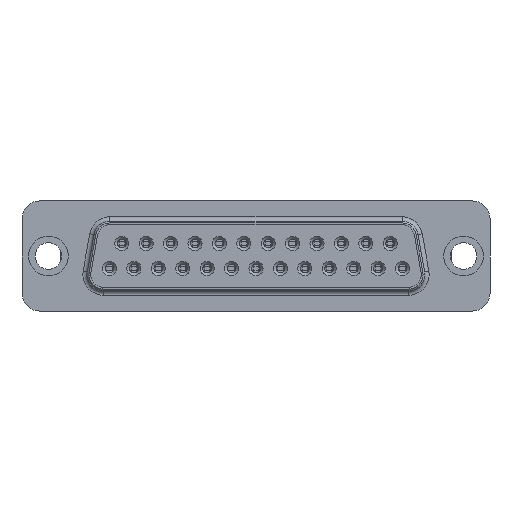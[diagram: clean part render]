
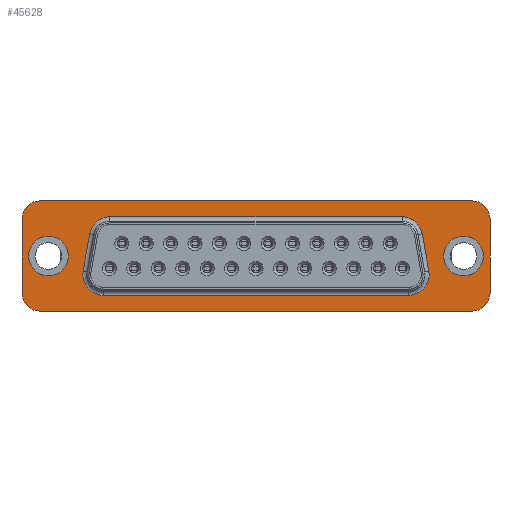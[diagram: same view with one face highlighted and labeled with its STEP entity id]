
A CAD part, front view. The second image highlights one B-rep face of the part: STEP entity #45628.
In plain terms, the highlighted face is planar.
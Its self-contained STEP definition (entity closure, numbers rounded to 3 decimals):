
#1570=CIRCLE('',#58349,2.25);
#1571=CIRCLE('',#58350,2.25);
#1572=CIRCLE('',#58351,2.33);
#1573=CIRCLE('',#58352,2.33);
#1574=CIRCLE('',#58353,2.33);
#1575=CIRCLE('',#58354,2.33);
#1576=CIRCLE('',#58355,2.);
#1577=CIRCLE('',#58356,2.);
#1578=CIRCLE('',#58357,2.);
#1579=CIRCLE('',#58358,2.);
#10896=ORIENTED_EDGE('',*,*,#19614,.T.);
#10897=ORIENTED_EDGE('',*,*,#19615,.T.);
#10898=ORIENTED_EDGE('',*,*,#19616,.T.);
#10899=ORIENTED_EDGE('',*,*,#19617,.T.);
#10900=ORIENTED_EDGE('',*,*,#19618,.T.);
#10901=ORIENTED_EDGE('',*,*,#19619,.T.);
#10902=ORIENTED_EDGE('',*,*,#19620,.T.);
#10903=ORIENTED_EDGE('',*,*,#19621,.T.);
#10904=ORIENTED_EDGE('',*,*,#19622,.T.);
#10905=ORIENTED_EDGE('',*,*,#19623,.T.);
#10906=ORIENTED_EDGE('',*,*,#19624,.T.);
#10907=ORIENTED_EDGE('',*,*,#19625,.T.);
#10908=ORIENTED_EDGE('',*,*,#19626,.T.);
#10909=ORIENTED_EDGE('',*,*,#19627,.T.);
#10910=ORIENTED_EDGE('',*,*,#19628,.T.);
#10911=ORIENTED_EDGE('',*,*,#19629,.T.);
#10912=ORIENTED_EDGE('',*,*,#19630,.T.);
#10913=ORIENTED_EDGE('',*,*,#19631,.T.);
#19614=EDGE_CURVE('',#24652,#24652,#1570,.F.);
#19615=EDGE_CURVE('',#24653,#24653,#1571,.F.);
#19616=EDGE_CURVE('',#24654,#24655,#29730,.F.);
#19617=EDGE_CURVE('',#24655,#24656,#1572,.F.);
#19618=EDGE_CURVE('',#24656,#24657,#29731,.F.);
#19619=EDGE_CURVE('',#24657,#24658,#1573,.F.);
#19620=EDGE_CURVE('',#24658,#24659,#29732,.F.);
#19621=EDGE_CURVE('',#24659,#24660,#1574,.F.);
#19622=EDGE_CURVE('',#24660,#24661,#29733,.F.);
#19623=EDGE_CURVE('',#24661,#24654,#1575,.F.);
#19624=EDGE_CURVE('',#24662,#24663,#29734,.T.);
#19625=EDGE_CURVE('',#24663,#24664,#1576,.T.);
#19626=EDGE_CURVE('',#24664,#24665,#29735,.T.);
#19627=EDGE_CURVE('',#24665,#24666,#1577,.T.);
#19628=EDGE_CURVE('',#24666,#24667,#29736,.T.);
#19629=EDGE_CURVE('',#24667,#24668,#1578,.T.);
#19630=EDGE_CURVE('',#24668,#24669,#29737,.T.);
#19631=EDGE_CURVE('',#24669,#24662,#1579,.T.);
#24652=VERTEX_POINT('',#81584);
#24653=VERTEX_POINT('',#81586);
#24654=VERTEX_POINT('',#81588);
#24655=VERTEX_POINT('',#81589);
#24656=VERTEX_POINT('',#81591);
#24657=VERTEX_POINT('',#81593);
#24658=VERTEX_POINT('',#81595);
#24659=VERTEX_POINT('',#81597);
#24660=VERTEX_POINT('',#81599);
#24661=VERTEX_POINT('',#81601);
#24662=VERTEX_POINT('',#81604);
#24663=VERTEX_POINT('',#81605);
#24664=VERTEX_POINT('',#81607);
#24665=VERTEX_POINT('',#81609);
#24666=VERTEX_POINT('',#81611);
#24667=VERTEX_POINT('',#81613);
#24668=VERTEX_POINT('',#81615);
#24669=VERTEX_POINT('',#81617);
#29730=LINE('',#81587,#35144);
#29731=LINE('',#81592,#35145);
#29732=LINE('',#81596,#35146);
#29733=LINE('',#81600,#35147);
#29734=LINE('',#81603,#35148);
#29735=LINE('',#81608,#35149);
#29736=LINE('',#81612,#35150);
#29737=LINE('',#81616,#35151);
#35144=VECTOR('',#67751,1000.);
#35145=VECTOR('',#67754,1000.);
#35146=VECTOR('',#67757,1000.);
#35147=VECTOR('',#67760,1000.);
#35148=VECTOR('',#67763,1000.);
#35149=VECTOR('',#67766,1000.);
#35150=VECTOR('',#67769,1000.);
#35151=VECTOR('',#67772,1000.);
#38608=EDGE_LOOP('',(#10896));
#38609=EDGE_LOOP('',(#10897));
#38610=EDGE_LOOP('',(#10898,#10899,#10900,#10901,#10902,#10903,#10904,#10905));
#38611=EDGE_LOOP('',(#10906,#10907,#10908,#10909,#10910,#10911,#10912,#10913));
#41234=FACE_BOUND('',#38608,.T.);
#41235=FACE_BOUND('',#38609,.T.);
#41236=FACE_BOUND('',#38610,.T.);
#41237=FACE_BOUND('',#38611,.T.);
#43400=PLANE('',#58348);
#45628=ADVANCED_FACE('',(#41234,#41235,#41236,#41237),#43400,.T.);
#58348=AXIS2_PLACEMENT_3D('',#81582,#67745,#67746);
#58349=AXIS2_PLACEMENT_3D('',#81583,#67747,#67748);
#58350=AXIS2_PLACEMENT_3D('',#81585,#67749,#67750);
#58351=AXIS2_PLACEMENT_3D('',#81590,#67752,#67753);
#58352=AXIS2_PLACEMENT_3D('',#81594,#67755,#67756);
#58353=AXIS2_PLACEMENT_3D('',#81598,#67758,#67759);
#58354=AXIS2_PLACEMENT_3D('',#81602,#67761,#67762);
#58355=AXIS2_PLACEMENT_3D('',#81606,#67764,#67765);
#58356=AXIS2_PLACEMENT_3D('',#81610,#67767,#67768);
#58357=AXIS2_PLACEMENT_3D('',#81614,#67770,#67771);
#58358=AXIS2_PLACEMENT_3D('',#81618,#67773,#67774);
#67745=DIRECTION('',(0.,1.,0.));
#67746=DIRECTION('',(0.,0.,1.));
#67747=DIRECTION('',(0.,1.,0.));
#67748=DIRECTION('',(0.,0.,1.));
#67749=DIRECTION('',(0.,1.,0.));
#67750=DIRECTION('',(0.,0.,1.));
#67751=DIRECTION('',(0.174,0.,0.985));
#67752=DIRECTION('',(0.,1.,0.));
#67753=DIRECTION('',(0.,0.,1.));
#67754=DIRECTION('',(-1.,0.,0.));
#67755=DIRECTION('',(0.,1.,0.));
#67756=DIRECTION('',(0.,0.,1.));
#67757=DIRECTION('',(0.174,0.,-0.985));
#67758=DIRECTION('',(0.,1.,0.));
#67759=DIRECTION('',(0.,0.,1.));
#67760=DIRECTION('',(1.,0.,0.));
#67761=DIRECTION('',(0.,1.,0.));
#67762=DIRECTION('',(0.,0.,1.));
#67763=DIRECTION('',(0.,0.,1.));
#67764=DIRECTION('',(0.,1.,0.));
#67765=DIRECTION('',(0.,0.,1.));
#67766=DIRECTION('',(1.,0.,0.));
#67767=DIRECTION('',(0.,1.,0.));
#67768=DIRECTION('',(0.,0.,1.));
#67769=DIRECTION('',(0.,0.,-1.));
#67770=DIRECTION('',(0.,1.,0.));
#67771=DIRECTION('',(0.,0.,1.));
#67772=DIRECTION('',(-1.,0.,0.));
#67773=DIRECTION('',(0.,1.,0.));
#67774=DIRECTION('',(0.,0.,1.));
#81582=CARTESIAN_POINT('',(0.,0.,0.));
#81583=CARTESIAN_POINT('',(-23.55,0.,0.));
#81584=CARTESIAN_POINT('',(-23.55,0.,2.25));
#81585=CARTESIAN_POINT('',(23.55,0.,0.));
#81586=CARTESIAN_POINT('',(23.55,0.,2.25));
#81587=CARTESIAN_POINT('',(-19.615,0.,-1.715));
#81588=CARTESIAN_POINT('',(-18.867,0.,2.525));
#81589=CARTESIAN_POINT('',(-19.615,0.,-1.715));
#81590=CARTESIAN_POINT('',(-17.32,0.,-2.12));
#81591=CARTESIAN_POINT('',(-17.32,0.,-4.45));
#81592=CARTESIAN_POINT('',(17.32,0.,-4.45));
#81593=CARTESIAN_POINT('',(17.32,0.,-4.45));
#81594=CARTESIAN_POINT('',(17.32,0.,-2.12));
#81595=CARTESIAN_POINT('',(19.615,0.,-1.715));
#81596=CARTESIAN_POINT('',(18.867,0.,2.525));
#81597=CARTESIAN_POINT('',(18.867,0.,2.525));
#81598=CARTESIAN_POINT('',(16.572,0.,2.12));
#81599=CARTESIAN_POINT('',(16.572,0.,4.45));
#81600=CARTESIAN_POINT('',(-16.572,0.,4.45));
#81601=CARTESIAN_POINT('',(-16.572,0.,4.45));
#81602=CARTESIAN_POINT('',(-16.572,0.,2.12));
#81603=CARTESIAN_POINT('',(-26.55,0.,-6.25));
#81604=CARTESIAN_POINT('',(-26.55,0.,-4.25));
#81605=CARTESIAN_POINT('',(-26.55,0.,4.25));
#81606=CARTESIAN_POINT('',(-24.55,0.,4.25));
#81607=CARTESIAN_POINT('',(-24.55,0.,6.25));
#81608=CARTESIAN_POINT('',(-26.55,0.,6.25));
#81609=CARTESIAN_POINT('',(24.55,0.,6.25));
#81610=CARTESIAN_POINT('',(24.55,0.,4.25));
#81611=CARTESIAN_POINT('',(26.55,0.,4.25));
#81612=CARTESIAN_POINT('',(26.55,0.,6.25));
#81613=CARTESIAN_POINT('',(26.55,0.,-4.25));
#81614=CARTESIAN_POINT('',(24.55,0.,-4.25));
#81615=CARTESIAN_POINT('',(24.55,0.,-6.25));
#81616=CARTESIAN_POINT('',(26.55,0.,-6.25));
#81617=CARTESIAN_POINT('',(-24.55,0.,-6.25));
#81618=CARTESIAN_POINT('',(-24.55,0.,-4.25));
